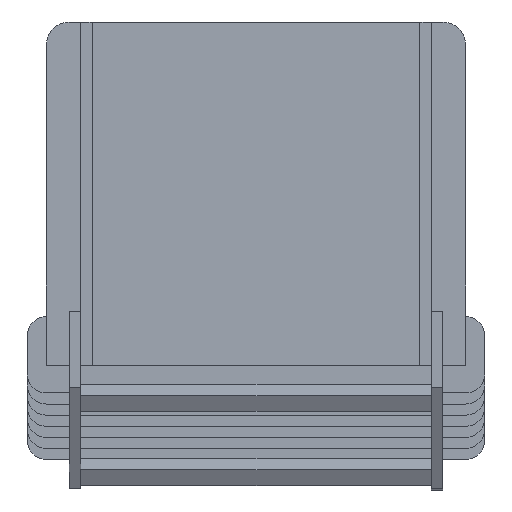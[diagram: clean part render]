
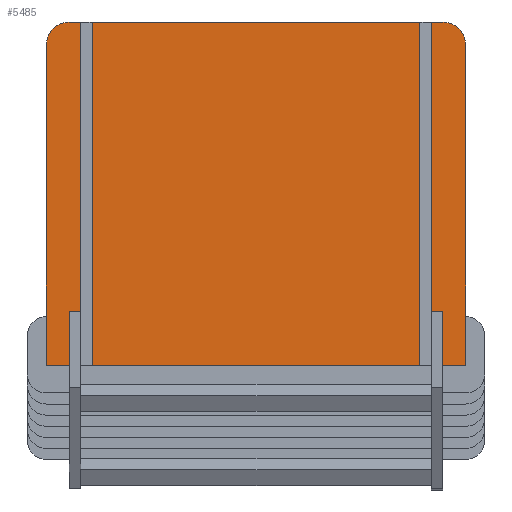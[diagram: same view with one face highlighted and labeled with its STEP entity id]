
A CAD part, front view. The second image highlights one B-rep face of the part: STEP entity #5485.
In plain terms, the highlighted planar face has unit normal (0, -1, 0).
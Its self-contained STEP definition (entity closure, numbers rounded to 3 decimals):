
#64 = EDGE_CURVE ( 'NONE', #4172, #1488, #2548, .T. ) ;
#133 = CARTESIAN_POINT ( 'NONE',  ( -245., -7.5, 195. ) ) ;
#138 = EDGE_LOOP ( 'NONE', ( #559, #1884, #4175, #4257, #3300, #1354 ) ) ;
#212 = AXIS2_PLACEMENT_3D ( 'NONE', #133, #4071, #1365 ) ;
#379 = EDGE_CURVE ( 'NONE', #3636, #4172, #2005, .T. ) ;
#394 = DIRECTION ( 'NONE',  ( 0., 1., 0. ) ) ;
#402 = DIRECTION ( 'NONE',  ( 1., 0., 0. ) ) ;
#464 = DIRECTION ( 'NONE',  ( 0., 0., 1. ) ) ;
#559 = ORIENTED_EDGE ( 'NONE', *, *, #64, .T. ) ;
#644 = VERTEX_POINT ( 'NONE', #2649 ) ;
#725 = VECTOR ( 'NONE', #402, 1000. ) ;
#745 = CIRCLE ( 'NONE', #2058, 30. ) ;
#833 = VECTOR ( 'NONE', #5073, 1000. ) ;
#838 = PLANE ( 'NONE',  #5465 ) ;
#853 = CARTESIAN_POINT ( 'NONE',  ( 275., -7.5, 0. ) ) ;
#979 = VECTOR ( 'NONE', #464, 1000. ) ;
#1170 = CARTESIAN_POINT ( 'NONE',  ( -275., -7.5, -225. ) ) ;
#1243 = CARTESIAN_POINT ( 'NONE',  ( 0., -7.5, 0. ) ) ;
#1286 = DIRECTION ( 'NONE',  ( 0., -1., 0. ) ) ;
#1354 = ORIENTED_EDGE ( 'NONE', *, *, #379, .T. ) ;
#1365 = DIRECTION ( 'NONE',  ( 0., 0., 1. ) ) ;
#1488 = VERTEX_POINT ( 'NONE', #2268 ) ;
#1531 = EDGE_CURVE ( 'NONE', #4125, #644, #1631, .T. ) ;
#1631 = CIRCLE ( 'NONE', #212, 30. ) ;
#1674 = DIRECTION ( 'NONE',  ( 0., 0., 1. ) ) ;
#1884 = ORIENTED_EDGE ( 'NONE', *, *, #4853, .T. ) ;
#1896 = LINE ( 'NONE', #5650, #725 ) ;
#2005 = LINE ( 'NONE', #2436, #833 ) ;
#2058 = AXIS2_PLACEMENT_3D ( 'NONE', #3404, #1286, #2972 ) ;
#2118 = FACE_OUTER_BOUND ( 'NONE', #138, .T. ) ;
#2187 = CARTESIAN_POINT ( 'NONE',  ( 245., -7.5, 225. ) ) ;
#2268 = CARTESIAN_POINT ( 'NONE',  ( 275., -7.5, 195. ) ) ;
#2398 = CARTESIAN_POINT ( 'NONE',  ( -245., -7.5, 225. ) ) ;
#2436 = CARTESIAN_POINT ( 'NONE',  ( 0., -7.5, -225. ) ) ;
#2548 = LINE ( 'NONE', #853, #979 ) ;
#2649 = CARTESIAN_POINT ( 'NONE',  ( -275., -7.5, 195. ) ) ;
#2786 = LINE ( 'NONE', #5163, #5045 ) ;
#2972 = DIRECTION ( 'NONE',  ( 0., 0., 1. ) ) ;
#3300 = ORIENTED_EDGE ( 'NONE', *, *, #5449, .F. ) ;
#3318 = EDGE_CURVE ( 'NONE', #4125, #3853, #1896, .T. ) ;
#3404 = CARTESIAN_POINT ( 'NONE',  ( 245., -7.5, 195. ) ) ;
#3636 = VERTEX_POINT ( 'NONE', #1170 ) ;
#3853 = VERTEX_POINT ( 'NONE', #2187 ) ;
#4071 = DIRECTION ( 'NONE',  ( 0., -1., 0. ) ) ;
#4125 = VERTEX_POINT ( 'NONE', #2398 ) ;
#4172 = VERTEX_POINT ( 'NONE', #4188 ) ;
#4175 = ORIENTED_EDGE ( 'NONE', *, *, #3318, .F. ) ;
#4188 = CARTESIAN_POINT ( 'NONE',  ( 275., -7.5, -225. ) ) ;
#4257 = ORIENTED_EDGE ( 'NONE', *, *, #1531, .T. ) ;
#4316 = DIRECTION ( 'NONE',  ( 0., 0., 1. ) ) ;
#4853 = EDGE_CURVE ( 'NONE', #1488, #3853, #745, .T. ) ;
#5045 = VECTOR ( 'NONE', #1674, 1000. ) ;
#5073 = DIRECTION ( 'NONE',  ( 1., 0., 0. ) ) ;
#5163 = CARTESIAN_POINT ( 'NONE',  ( -275., -7.5, 0. ) ) ;
#5449 = EDGE_CURVE ( 'NONE', #3636, #644, #2786, .T. ) ;
#5465 = AXIS2_PLACEMENT_3D ( 'NONE', #1243, #394, #4316 ) ;
#5485 = ADVANCED_FACE ( 'NONE', ( #2118 ), #838, .F. ) ;
#5650 = CARTESIAN_POINT ( 'NONE',  ( 0., -7.5, 225. ) ) ;
